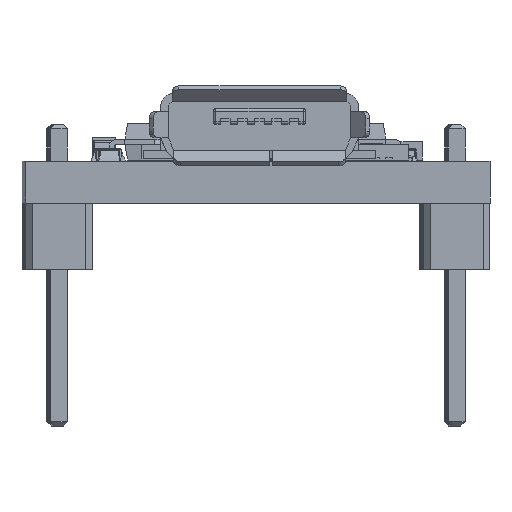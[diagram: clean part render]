
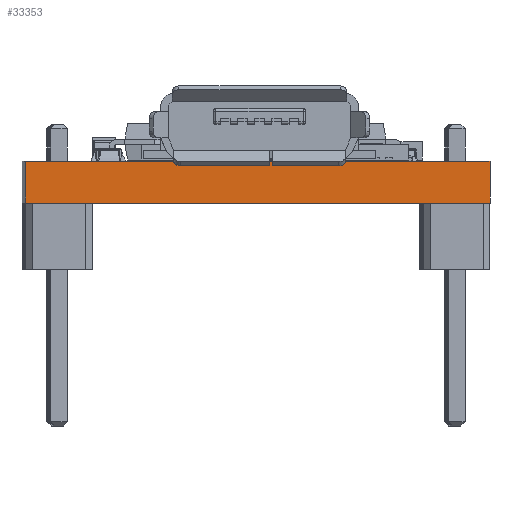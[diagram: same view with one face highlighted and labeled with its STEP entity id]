
A CAD part, front view. The second image highlights one B-rep face of the part: STEP entity #33353.
In plain terms, the highlighted face is planar.
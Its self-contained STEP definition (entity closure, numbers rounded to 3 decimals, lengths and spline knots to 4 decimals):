
#2062=PLANE('',#35868);
#3598=FACE_OUTER_BOUND('',#5613,.T.);
#5613=EDGE_LOOP('',(#23741,#23742,#23743,#23744));
#7861=LINE('',#48224,#11582);
#7862=LINE('',#48227,#11583);
#7863=LINE('',#48229,#11584);
#7864=LINE('',#48230,#11585);
#11582=VECTOR('',#38867,1.);
#11583=VECTOR('',#38870,1.);
#11584=VECTOR('',#38871,1.);
#11585=VECTOR('',#38872,1.);
#16038=VERTEX_POINT('',#48218);
#16040=VERTEX_POINT('',#48222);
#16041=VERTEX_POINT('',#48226);
#16042=VERTEX_POINT('',#48228);
#19024=EDGE_CURVE('',#16038,#16040,#7861,.T.);
#19025=EDGE_CURVE('',#16038,#16041,#7862,.T.);
#19026=EDGE_CURVE('',#16042,#16040,#7863,.T.);
#19027=EDGE_CURVE('',#16041,#16042,#7864,.T.);
#23741=ORIENTED_EDGE('',*,*,#19025,.F.);
#23742=ORIENTED_EDGE('',*,*,#19024,.T.);
#23743=ORIENTED_EDGE('',*,*,#19026,.F.);
#23744=ORIENTED_EDGE('',*,*,#19027,.F.);
#33353=ADVANCED_FACE('',(#3598),#2062,.T.);
#35868=AXIS2_PLACEMENT_3D('',#48225,#38868,#38869);
#38867=DIRECTION('',(0.,0.,-1.));
#38868=DIRECTION('center_axis',(0.,-1.,0.));
#38869=DIRECTION('ref_axis',(-1.,0.,0.));
#38870=DIRECTION('',(1.,0.,0.));
#38871=DIRECTION('',(-1.,0.,0.));
#38872=DIRECTION('',(0.,0.,-1.));
#48218=CARTESIAN_POINT('',(0.,0.,0.15));
#48222=CARTESIAN_POINT('',(0.,0.,-0.01));
#48224=CARTESIAN_POINT('',(0.,0.,0.15));
#48225=CARTESIAN_POINT('Origin',(1.778,0.,0.15));
#48226=CARTESIAN_POINT('',(1.778,0.,0.15));
#48227=CARTESIAN_POINT('',(0.,0.,0.15));
#48228=CARTESIAN_POINT('',(1.778,0.,-0.01));
#48229=CARTESIAN_POINT('',(0.,0.,-0.01));
#48230=CARTESIAN_POINT('',(1.778,0.,0.15));
